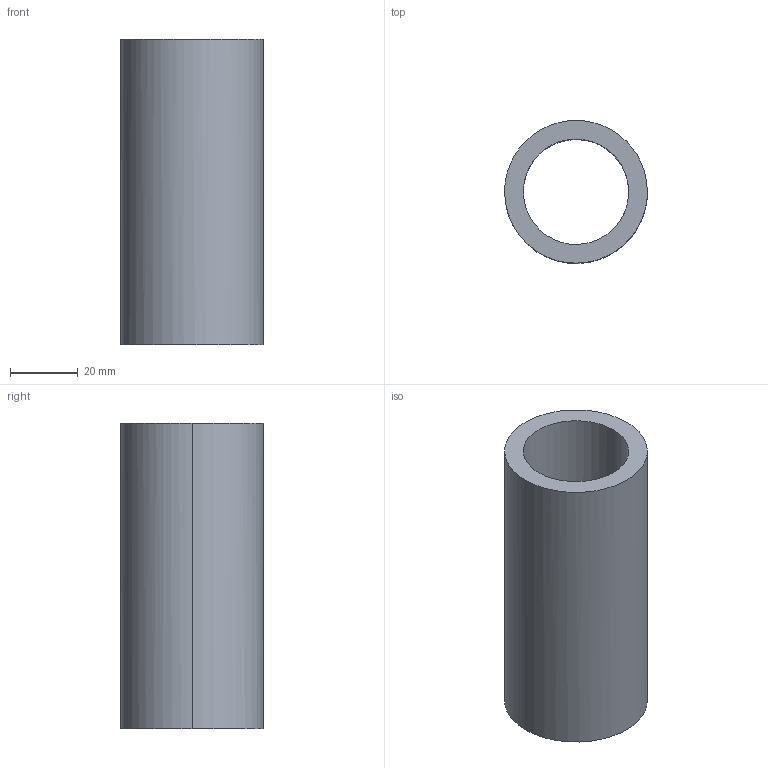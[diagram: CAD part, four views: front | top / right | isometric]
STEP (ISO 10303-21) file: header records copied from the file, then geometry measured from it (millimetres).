
FILE_DESCRIPTION (( 'STEP AP203' ), '1' );
FILE_NAME ('mandUD-yan lamba kablo borusu.IGS_Default_sldprt.STEP', '2023-01-17T08:20:05', ( '' ), ( '' ), 'SwSTEP 2.0', 'SolidWorks 2019', '' );
FILE_SCHEMA (( 'CONFIG_CONTROL_DESIGN' ));
Length unit declared in the file: millimetre
Products named in the file (1): mandUD-yan lamba kablo borusu.IGS_Default_sldprt
Bounding box: 42 x 42 x 90 mm (x, y, z)
Volume: 56774.9 mm3; surface area: 21909.8 mm2
Topology: 1 solids, 1 shells, 6 faces, 12 edges, 8 vertices
Faces by surface type: bspline 6
Entity records: 296 total; most frequent: CARTESIAN_POINT 138, ORIENTED_EDGE 24, EDGE_CURVE 12, VERTEX_POINT 8, PERSON_AND_ORGANIZATION 8, EDGE_LOOP 8, FACE_OUTER_BOUND 6, B_SPLINE_CURVE_WITH_KNOTS 6
